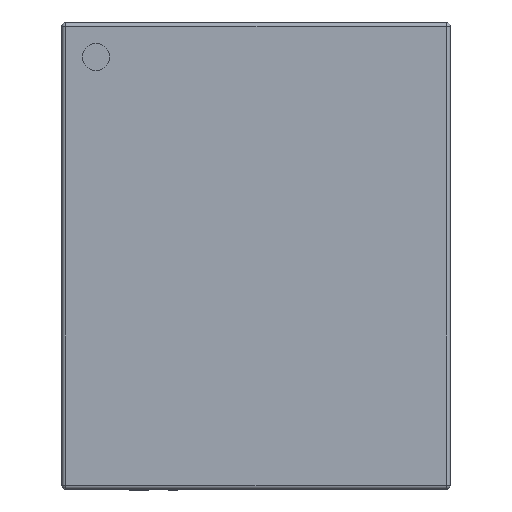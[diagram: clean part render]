
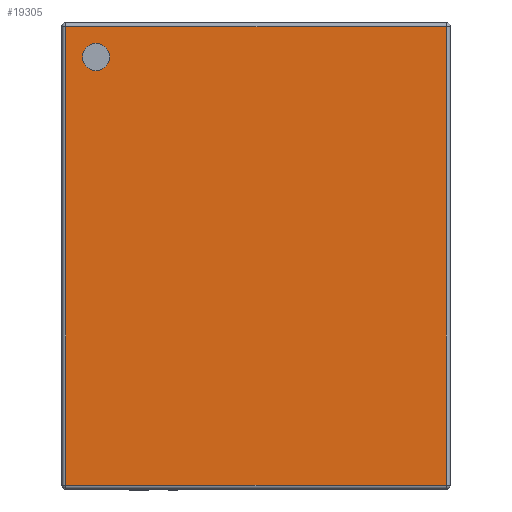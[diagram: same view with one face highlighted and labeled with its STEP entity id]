
A CAD part, top view. The second image highlights one B-rep face of the part: STEP entity #19305.
In plain terms, the highlighted planar face has unit normal (0, 0, 1).
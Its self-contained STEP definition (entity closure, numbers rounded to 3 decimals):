
#4482 = CYLINDRICAL_SURFACE('',#4483,0.05);
#4483 = AXIS2_PLACEMENT_3D('',#4484,#4485,#4486);
#4484 = CARTESIAN_POINT('',(-2.99,2.44,0.83));
#4485 = DIRECTION('',(1.,0.,0.));
#4486 = DIRECTION('',(0.,1.,0.));
#16427 = VERTEX_POINT('',#16428);
#16428 = CARTESIAN_POINT('',(-2.94,2.44,0.88));
#16450 = EDGE_CURVE('',#16427,#16451,#16453,.T.);
#16451 = VERTEX_POINT('',#16452);
#16452 = CARTESIAN_POINT('',(2.94,2.44,0.88));
#16453 = SURFACE_CURVE('',#16454,(#16458,#16465),.PCURVE_S1.);
#16454 = LINE('',#16455,#16456);
#16455 = CARTESIAN_POINT('',(-2.99,2.44,0.88));
#16456 = VECTOR('',#16457,1.);
#16457 = DIRECTION('',(1.,0.,0.));
#16458 = PCURVE('',#4482,#16459);
#16459 = DEFINITIONAL_REPRESENTATION('',(#16460),#16464);
#16460 = LINE('',#16461,#16462);
#16461 = CARTESIAN_POINT('',(1.571,0.));
#16462 = VECTOR('',#16463,1.);
#16463 = DIRECTION('',(0.,1.));
#16464 = ( GEOMETRIC_REPRESENTATION_CONTEXT(2) 
PARAMETRIC_REPRESENTATION_CONTEXT() REPRESENTATION_CONTEXT('2D SPACE',''
  ) );
#16465 = PCURVE('',#16466,#16471);
#16466 = PLANE('',#16467);
#16467 = AXIS2_PLACEMENT_3D('',#16468,#16469,#16470);
#16468 = CARTESIAN_POINT('',(-2.99,-2.49,0.88));
#16469 = DIRECTION('',(0.,0.,1.));
#16470 = DIRECTION('',(1.,0.,0.));
#16471 = DEFINITIONAL_REPRESENTATION('',(#16472),#16476);
#16472 = LINE('',#16473,#16474);
#16473 = CARTESIAN_POINT('',(0.,4.93));
#16474 = VECTOR('',#16475,1.);
#16475 = DIRECTION('',(1.,0.));
#16476 = ( GEOMETRIC_REPRESENTATION_CONTEXT(2) 
PARAMETRIC_REPRESENTATION_CONTEXT() REPRESENTATION_CONTEXT('2D SPACE',''
  ) );
#16809 = CYLINDRICAL_SURFACE('',#16810,0.05);
#16810 = AXIS2_PLACEMENT_3D('',#16811,#16812,#16813);
#16811 = CARTESIAN_POINT('',(-2.94,2.44,0.83));
#16812 = DIRECTION('',(-0.,-1.,-0.));
#16813 = DIRECTION('',(-1.,0.,0.));
#17076 = CYLINDRICAL_SURFACE('',#17077,0.05);
#17077 = AXIS2_PLACEMENT_3D('',#17078,#17079,#17080);
#17078 = CARTESIAN_POINT('',(-2.99,-2.44,0.83));
#17079 = DIRECTION('',(1.,0.,0.));
#17080 = DIRECTION('',(0.,-1.,0.));
#18417 = CYLINDRICAL_SURFACE('',#18418,0.05);
#18418 = AXIS2_PLACEMENT_3D('',#18419,#18420,#18421);
#18419 = CARTESIAN_POINT('',(2.94,2.44,0.83));
#18420 = DIRECTION('',(-0.,-1.,-0.));
#18421 = DIRECTION('',(0.,0.,1.));
#19305 = ADVANCED_FACE('',(#19306,#19376),#16466,.T.);
#19306 = FACE_BOUND('',#19307,.T.);
#19307 = EDGE_LOOP('',(#19308,#19333,#19354,#19355));
#19308 = ORIENTED_EDGE('',*,*,#19309,.T.);
#19309 = EDGE_CURVE('',#19310,#19312,#19314,.T.);
#19310 = VERTEX_POINT('',#19311);
#19311 = CARTESIAN_POINT('',(-2.94,-2.44,0.88));
#19312 = VERTEX_POINT('',#19313);
#19313 = CARTESIAN_POINT('',(2.94,-2.44,0.88));
#19314 = SURFACE_CURVE('',#19315,(#19319,#19326),.PCURVE_S1.);
#19315 = LINE('',#19316,#19317);
#19316 = CARTESIAN_POINT('',(-2.99,-2.44,0.88));
#19317 = VECTOR('',#19318,1.);
#19318 = DIRECTION('',(1.,0.,0.));
#19319 = PCURVE('',#16466,#19320);
#19320 = DEFINITIONAL_REPRESENTATION('',(#19321),#19325);
#19321 = LINE('',#19322,#19323);
#19322 = CARTESIAN_POINT('',(0.,0.05));
#19323 = VECTOR('',#19324,1.);
#19324 = DIRECTION('',(1.,0.));
#19325 = ( GEOMETRIC_REPRESENTATION_CONTEXT(2) 
PARAMETRIC_REPRESENTATION_CONTEXT() REPRESENTATION_CONTEXT('2D SPACE',''
  ) );
#19326 = PCURVE('',#17076,#19327);
#19327 = DEFINITIONAL_REPRESENTATION('',(#19328),#19332);
#19328 = LINE('',#19329,#19330);
#19329 = CARTESIAN_POINT('',(-1.571,0.));
#19330 = VECTOR('',#19331,1.);
#19331 = DIRECTION('',(-0.,1.));
#19332 = ( GEOMETRIC_REPRESENTATION_CONTEXT(2) 
PARAMETRIC_REPRESENTATION_CONTEXT() REPRESENTATION_CONTEXT('2D SPACE',''
  ) );
#19333 = ORIENTED_EDGE('',*,*,#19334,.F.);
#19334 = EDGE_CURVE('',#16451,#19312,#19335,.T.);
#19335 = SURFACE_CURVE('',#19336,(#19340,#19347),.PCURVE_S1.);
#19336 = LINE('',#19337,#19338);
#19337 = CARTESIAN_POINT('',(2.94,2.44,0.88));
#19338 = VECTOR('',#19339,1.);
#19339 = DIRECTION('',(-0.,-1.,-0.));
#19340 = PCURVE('',#16466,#19341);
#19341 = DEFINITIONAL_REPRESENTATION('',(#19342),#19346);
#19342 = LINE('',#19343,#19344);
#19343 = CARTESIAN_POINT('',(5.93,4.93));
#19344 = VECTOR('',#19345,1.);
#19345 = DIRECTION('',(-0.,-1.));
#19346 = ( GEOMETRIC_REPRESENTATION_CONTEXT(2) 
PARAMETRIC_REPRESENTATION_CONTEXT() REPRESENTATION_CONTEXT('2D SPACE',''
  ) );
#19347 = PCURVE('',#18417,#19348);
#19348 = DEFINITIONAL_REPRESENTATION('',(#19349),#19353);
#19349 = LINE('',#19350,#19351);
#19350 = CARTESIAN_POINT('',(-0.,0.));
#19351 = VECTOR('',#19352,1.);
#19352 = DIRECTION('',(-0.,1.));
#19353 = ( GEOMETRIC_REPRESENTATION_CONTEXT(2) 
PARAMETRIC_REPRESENTATION_CONTEXT() REPRESENTATION_CONTEXT('2D SPACE',''
  ) );
#19354 = ORIENTED_EDGE('',*,*,#16450,.F.);
#19355 = ORIENTED_EDGE('',*,*,#19356,.T.);
#19356 = EDGE_CURVE('',#16427,#19310,#19357,.T.);
#19357 = SURFACE_CURVE('',#19358,(#19362,#19369),.PCURVE_S1.);
#19358 = LINE('',#19359,#19360);
#19359 = CARTESIAN_POINT('',(-2.94,2.44,0.88));
#19360 = VECTOR('',#19361,1.);
#19361 = DIRECTION('',(-0.,-1.,-0.));
#19362 = PCURVE('',#16466,#19363);
#19363 = DEFINITIONAL_REPRESENTATION('',(#19364),#19368);
#19364 = LINE('',#19365,#19366);
#19365 = CARTESIAN_POINT('',(0.05,4.93));
#19366 = VECTOR('',#19367,1.);
#19367 = DIRECTION('',(-0.,-1.));
#19368 = ( GEOMETRIC_REPRESENTATION_CONTEXT(2) 
PARAMETRIC_REPRESENTATION_CONTEXT() REPRESENTATION_CONTEXT('2D SPACE',''
  ) );
#19369 = PCURVE('',#16809,#19370);
#19370 = DEFINITIONAL_REPRESENTATION('',(#19371),#19375);
#19371 = LINE('',#19372,#19373);
#19372 = CARTESIAN_POINT('',(-1.571,0.));
#19373 = VECTOR('',#19374,1.);
#19374 = DIRECTION('',(-0.,1.));
#19375 = ( GEOMETRIC_REPRESENTATION_CONTEXT(2) 
PARAMETRIC_REPRESENTATION_CONTEXT() REPRESENTATION_CONTEXT('2D SPACE',''
  ) );
#19376 = FACE_BOUND('',#19377,.T.);
#19377 = EDGE_LOOP('',(#19378));
#19378 = ORIENTED_EDGE('',*,*,#19379,.F.);
#19379 = EDGE_CURVE('',#19380,#19380,#19382,.T.);
#19380 = VERTEX_POINT('',#19381);
#19381 = CARTESIAN_POINT('',(-2.375,-2.05,0.88));
#19382 = SURFACE_CURVE('',#19383,(#19388,#19395),.PCURVE_S1.);
#19383 = CIRCLE('',#19384,0.175);
#19384 = AXIS2_PLACEMENT_3D('',#19385,#19386,#19387);
#19385 = CARTESIAN_POINT('',(-2.55,-2.05,0.88));
#19386 = DIRECTION('',(0.,0.,1.));
#19387 = DIRECTION('',(1.,0.,0.));
#19388 = PCURVE('',#16466,#19389);
#19389 = DEFINITIONAL_REPRESENTATION('',(#19390),#19394);
#19390 = CIRCLE('',#19391,0.175);
#19391 = AXIS2_PLACEMENT_2D('',#19392,#19393);
#19392 = CARTESIAN_POINT('',(0.44,0.44));
#19393 = DIRECTION('',(1.,0.));
#19394 = ( GEOMETRIC_REPRESENTATION_CONTEXT(2) 
PARAMETRIC_REPRESENTATION_CONTEXT() REPRESENTATION_CONTEXT('2D SPACE',''
  ) );
#19395 = PCURVE('',#19396,#19401);
#19396 = CYLINDRICAL_SURFACE('',#19397,0.175);
#19397 = AXIS2_PLACEMENT_3D('',#19398,#19399,#19400);
#19398 = CARTESIAN_POINT('',(-2.55,-2.05,0.88));
#19399 = DIRECTION('',(-0.,-0.,-1.));
#19400 = DIRECTION('',(1.,0.,0.));
#19401 = DEFINITIONAL_REPRESENTATION('',(#19402),#19406);
#19402 = LINE('',#19403,#19404);
#19403 = CARTESIAN_POINT('',(-0.,0.));
#19404 = VECTOR('',#19405,1.);
#19405 = DIRECTION('',(-1.,0.));
#19406 = ( GEOMETRIC_REPRESENTATION_CONTEXT(2) 
PARAMETRIC_REPRESENTATION_CONTEXT() REPRESENTATION_CONTEXT('2D SPACE',''
  ) );
